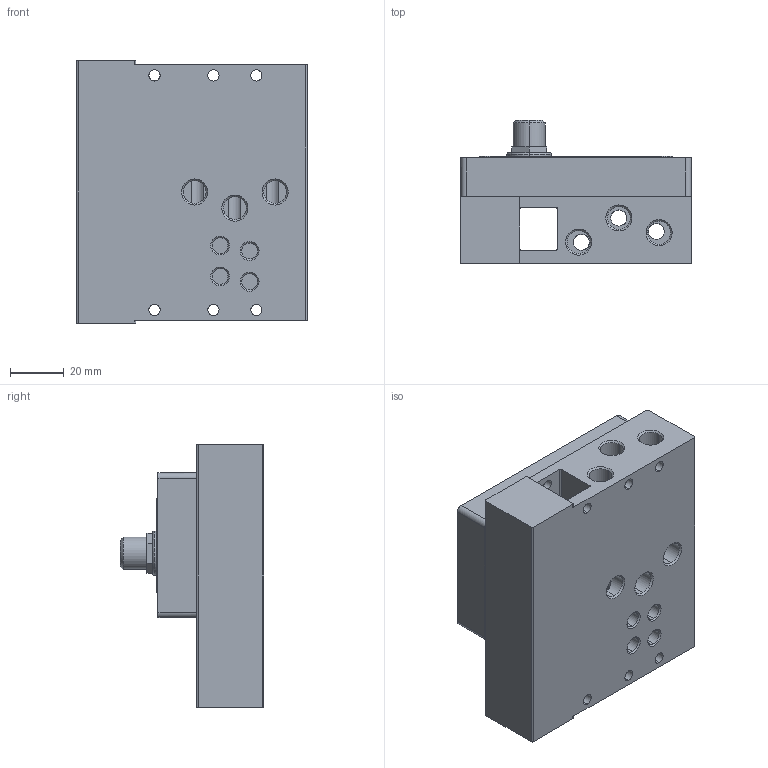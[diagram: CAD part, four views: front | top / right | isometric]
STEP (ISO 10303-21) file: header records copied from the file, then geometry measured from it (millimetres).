
FILE_DESCRIPTION (( 'STEP AP203' ), '1' );
FILE_NAME ('ES1VB-2F-M7LK16.STEP', '2022-07-27T11:44:35', ( '' ), ( '' ), 'SwSTEP 2.0', 'SolidWorks 2022', '' );
FILE_SCHEMA (( 'CONFIG_CONTROL_DESIGN' ));
Length unit declared in the file: millimetre
Products named in the file (1): ES1VB-2F-M7LK16
Bounding box: 86 x 53.6 x 98 mm (x, y, z)
Volume: 240967.4 mm3; surface area: 44469.6 mm2
Topology: 1 solids, 1 shells, 217 faces, 522 edges, 334 vertices
Faces by surface type: cylinder 102, plane 65, cone 38, bspline 12
Entity records: 6755 total; most frequent: CARTESIAN_POINT 1410, DIRECTION 1180, ORIENTED_EDGE 1044, EDGE_CURVE 522, AXIS2_PLACEMENT_3D 476, VERTEX_POINT 334, EDGE_LOOP 274, CIRCLE 270
